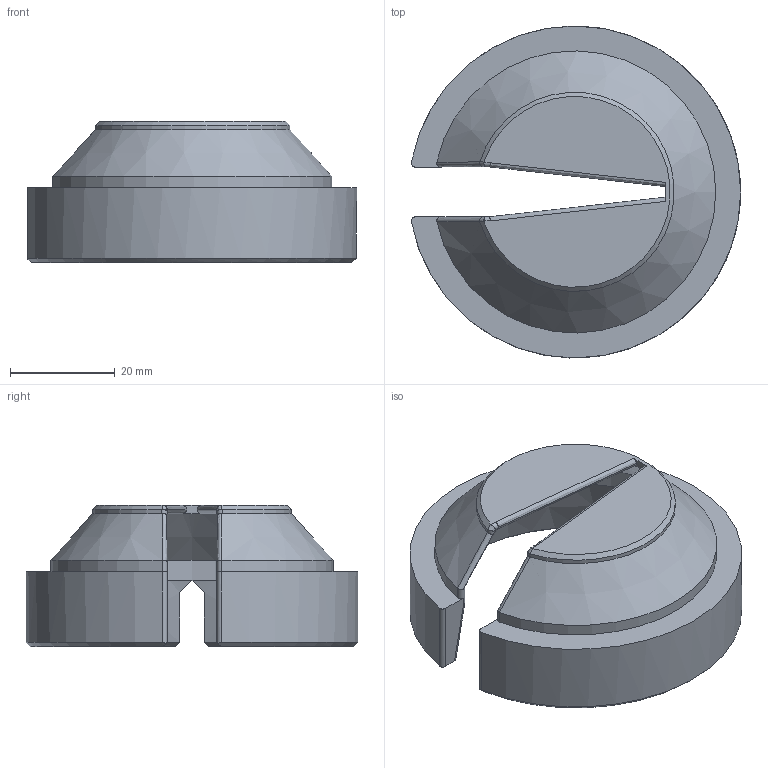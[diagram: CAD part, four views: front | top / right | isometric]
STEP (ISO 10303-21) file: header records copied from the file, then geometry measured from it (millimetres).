
FILE_DESCRIPTION(/* description */ (''),/* implementation_level */ '2;1');
FILE_NAME(/* name */ 'Aerodynamic Net Pot 2-in W 0.5-in D WickRope v5.step',/* time_stamp */ '2025-05-31T23:05:40-07:00',/* author */ (''),/* organization */ (''),/* preprocessor_version */ 'ST-DEVELOPER v20.1',/* originating_system */ 'Autodesk Translation Framework v14.4.0.0',/* authorisation */ '');
FILE_SCHEMA (('AUTOMOTIVE_DESIGN { 1 0 10303 214 3 1 1 }'));
Length unit declared in the file: inch
Products named in the file (1): Aerodynamic Net Pot 2-in W 0.5-in D WickRope
Bounding box: 63 x 63.5 x 26.99 mm (x, y, z)
Volume: 16305 mm3; surface area: 12169.4 mm2
Topology: 1 solids, 1 shells, 52 faces, 150 edges, 100 vertices
Faces by surface type: plane 18, cylinder 13, bspline 12, cone 9
Entity records: 2602 total; most frequent: CARTESIAN_POINT 1365, ORIENTED_EDGE 300, DIRECTION 183, EDGE_CURVE 150, VERTEX_POINT 100, B_SPLINE_CURVE_WITH_KNOTS 80, AXIS2_PLACEMENT_3D 74, FACE_OUTER_BOUND 52
